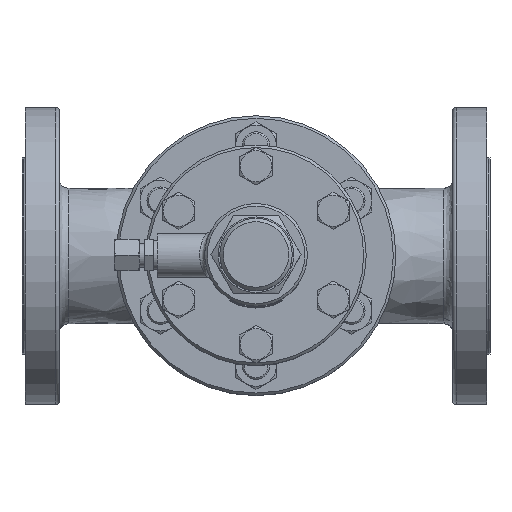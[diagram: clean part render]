
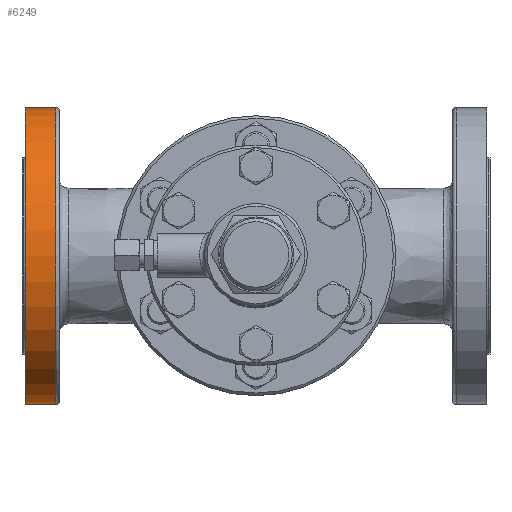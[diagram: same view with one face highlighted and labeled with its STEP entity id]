
A CAD part, top view. The second image highlights one B-rep face of the part: STEP entity #6249.
In plain terms, the highlighted cylindrical face has radius 87.5 mm (diameter 175 mm), a full revolution.
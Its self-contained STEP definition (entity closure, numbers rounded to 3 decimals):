
#842=LINE('',#12906,#1236);
#1236=VECTOR('',#8442,87.5);
#1295=CYLINDRICAL_SURFACE('',#6861,87.5);
#1652=FACE_OUTER_BOUND('',#2088,.T.);
#2088=EDGE_LOOP('',(#5616,#5617,#5618,#5619,#5620,#5621));
#2343=CIRCLE('',#6843,87.5);
#2344=CIRCLE('',#6844,87.5);
#2354=CIRCLE('',#6859,87.5);
#2355=CIRCLE('',#6860,87.5);
#2945=VERTEX_POINT('',#12871);
#2946=VERTEX_POINT('',#12872);
#2955=VERTEX_POINT('',#12900);
#2956=VERTEX_POINT('',#12902);
#3836=EDGE_CURVE('',#2945,#2946,#2343,.T.);
#3837=EDGE_CURVE('',#2946,#2945,#2344,.T.);
#3851=EDGE_CURVE('',#2955,#2956,#2354,.T.);
#3852=EDGE_CURVE('',#2956,#2955,#2355,.T.);
#3853=EDGE_CURVE('',#2956,#2946,#842,.T.);
#5616=ORIENTED_EDGE('',*,*,#3852,.F.);
#5617=ORIENTED_EDGE('',*,*,#3853,.T.);
#5618=ORIENTED_EDGE('',*,*,#3837,.T.);
#5619=ORIENTED_EDGE('',*,*,#3836,.T.);
#5620=ORIENTED_EDGE('',*,*,#3853,.F.);
#5621=ORIENTED_EDGE('',*,*,#3851,.F.);
#6249=ADVANCED_FACE('',(#1652),#1295,.T.);
#6843=AXIS2_PLACEMENT_3D('',#12873,#8400,#8401);
#6844=AXIS2_PLACEMENT_3D('',#12874,#8402,#8403);
#6859=AXIS2_PLACEMENT_3D('',#12903,#8436,#8437);
#6860=AXIS2_PLACEMENT_3D('',#12904,#8438,#8439);
#6861=AXIS2_PLACEMENT_3D('',#12905,#8440,#8441);
#8400=DIRECTION('center_axis',(1.,0.,0.));
#8401=DIRECTION('ref_axis',(0.,-1.,0.));
#8402=DIRECTION('center_axis',(1.,0.,0.));
#8403=DIRECTION('ref_axis',(0.,-1.,0.));
#8436=DIRECTION('center_axis',(1.,0.,0.));
#8437=DIRECTION('ref_axis',(0.,-1.,0.));
#8438=DIRECTION('center_axis',(1.,0.,0.));
#8439=DIRECTION('ref_axis',(0.,-1.,0.));
#8440=DIRECTION('center_axis',(-1.,0.,0.));
#8441=DIRECTION('ref_axis',(0.,-1.,0.));
#8442=DIRECTION('',(-1.,0.,0.));
#12871=CARTESIAN_POINT('',(-136.,0.,-177.5));
#12872=CARTESIAN_POINT('',(-136.,87.5,-90.));
#12873=CARTESIAN_POINT('Origin',(-136.,0.,-90.));
#12874=CARTESIAN_POINT('Origin',(-136.,0.,-90.));
#12900=CARTESIAN_POINT('',(-118.,0.,-2.5));
#12902=CARTESIAN_POINT('',(-118.,87.5,-90.));
#12903=CARTESIAN_POINT('Origin',(-118.,0.,-90.));
#12904=CARTESIAN_POINT('Origin',(-118.,0.,-90.));
#12905=CARTESIAN_POINT('Origin',(-138.,0.,-90.));
#12906=CARTESIAN_POINT('',(-138.,87.5,-90.));
